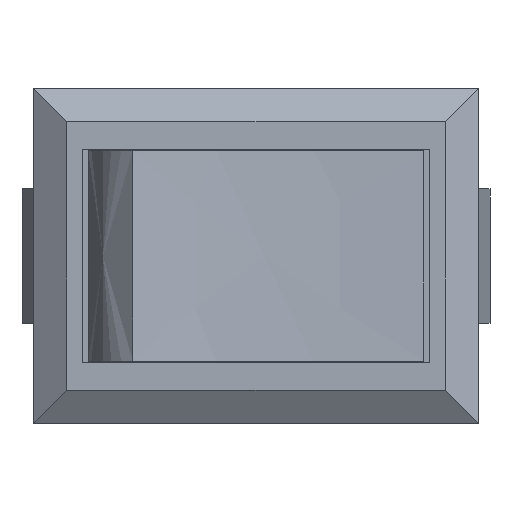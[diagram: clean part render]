
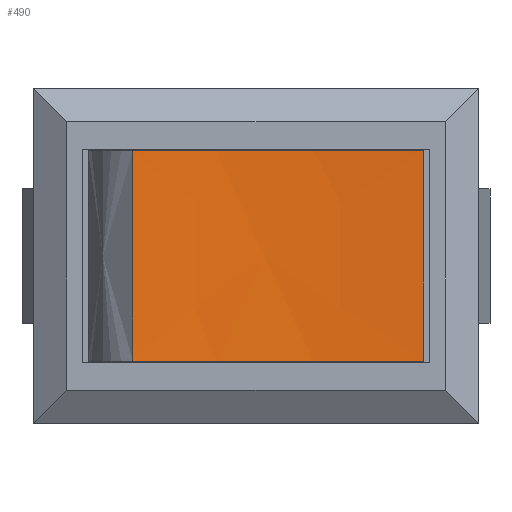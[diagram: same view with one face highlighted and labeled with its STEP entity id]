
A CAD part, top view. The second image highlights one B-rep face of the part: STEP entity #490.
In plain terms, the highlighted face is a extrusion surface.
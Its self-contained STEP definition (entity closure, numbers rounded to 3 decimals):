
#390 = EDGE_CURVE('',#391,#393,#395,.T.);
#391 = VERTEX_POINT('',#392);
#392 = CARTESIAN_POINT('',(7.5,4.7,12.9));
#393 = VERTEX_POINT('',#394);
#394 = CARTESIAN_POINT('',(7.5,-4.7,12.9));
#395 = LINE('',#396,#397);
#396 = CARTESIAN_POINT('',(7.5,4.7,12.9));
#397 = VECTOR('',#398,1.);
#398 = DIRECTION('',(0.,-1.,0.));
#463 = VERTEX_POINT('',#464);
#464 = CARTESIAN_POINT('',(-5.5,-4.7,15.));
#470 = EDGE_CURVE('',#471,#463,#473,.T.);
#471 = VERTEX_POINT('',#472);
#472 = CARTESIAN_POINT('',(-5.5,4.7,15.));
#473 = LINE('',#474,#475);
#474 = CARTESIAN_POINT('',(-5.5,4.7,15.));
#475 = VECTOR('',#476,1.);
#476 = DIRECTION('',(0.,-1.,0.));
#490 = ADVANCED_FACE('',(#491),#507,.T.);
#491 = FACE_BOUND('',#492,.T.);
#492 = EDGE_LOOP('',(#493,#494,#500,#501));
#493 = ORIENTED_EDGE('',*,*,#470,.T.);
#494 = ORIENTED_EDGE('',*,*,#495,.T.);
#495 = EDGE_CURVE('',#463,#393,#496,.T.);
#496 = B_SPLINE_CURVE_WITH_KNOTS('',2,(#497,#498,#499),.UNSPECIFIED.,.F.
  ,.F.,(3,3),(0.,1.),.PIECEWISE_BEZIER_KNOTS.);
#497 = CARTESIAN_POINT('',(-5.5,-4.7,15.));
#498 = CARTESIAN_POINT('',(-0.288,-4.7,13.08));
#499 = CARTESIAN_POINT('',(7.5,-4.7,12.9));
#500 = ORIENTED_EDGE('',*,*,#390,.F.);
#501 = ORIENTED_EDGE('',*,*,#502,.F.);
#502 = EDGE_CURVE('',#471,#391,#503,.T.);
#503 = B_SPLINE_CURVE_WITH_KNOTS('',2,(#504,#505,#506),.UNSPECIFIED.,.F.
  ,.F.,(3,3),(0.,1.),.PIECEWISE_BEZIER_KNOTS.);
#504 = CARTESIAN_POINT('',(-5.5,4.7,15.));
#505 = CARTESIAN_POINT('',(-0.288,4.7,13.08));
#506 = CARTESIAN_POINT('',(7.5,4.7,12.9));
#507 = SURFACE_OF_LINEAR_EXTRUSION('',#508,#512);
#508 = B_SPLINE_CURVE_WITH_KNOTS('',2,(#509,#510,#511),.UNSPECIFIED.,.F.
  ,.F.,(3,3),(0.,1.),.PIECEWISE_BEZIER_KNOTS.);
#509 = CARTESIAN_POINT('',(-5.5,4.7,15.));
#510 = CARTESIAN_POINT('',(-0.288,4.7,13.08));
#511 = CARTESIAN_POINT('',(7.5,4.7,12.9));
#512 = VECTOR('',#513,1.);
#513 = DIRECTION('',(-0.,1.,0.));
